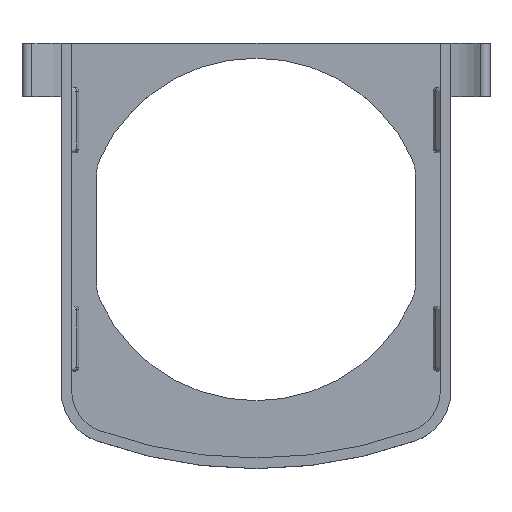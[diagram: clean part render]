
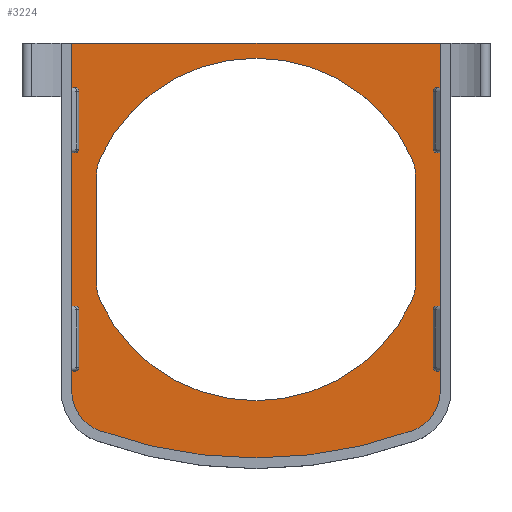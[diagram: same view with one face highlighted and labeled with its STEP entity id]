
A CAD part, top view. The second image highlights one B-rep face of the part: STEP entity #3224.
In plain terms, the highlighted planar face has unit normal (0, 0, 1).
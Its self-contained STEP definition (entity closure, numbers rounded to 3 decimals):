
#92 = VERTEX_POINT('',#93);
#93 = CARTESIAN_POINT('',(31.2,31.5,0.));
#110 = VERTEX_POINT('',#111);
#111 = CARTESIAN_POINT('',(31.2,-27.321,0.));
#117 = EDGE_CURVE('',#92,#110,#118,.T.);
#118 = LINE('',#119,#120);
#119 = CARTESIAN_POINT('',(31.2,31.5,0.));
#120 = VECTOR('',#121,1.);
#121 = DIRECTION('',(0.,-1.,0.));
#202 = VERTEX_POINT('',#203);
#203 = CARTESIAN_POINT('',(26.434,-34.097,0.));
#219 = EDGE_CURVE('',#202,#110,#220,.T.);
#220 = CIRCLE('',#221,7.2);
#221 = AXIS2_PLACEMENT_3D('',#222,#223,#224);
#222 = CARTESIAN_POINT('',(24.,-27.321,0.));
#223 = DIRECTION('',(0.,0.,1.));
#224 = DIRECTION('',(1.,0.,0.));
#1144 = VERTEX_POINT('',#1145);
#1145 = CARTESIAN_POINT('',(-31.2,31.5,0.));
#1151 = EDGE_CURVE('',#92,#1144,#1152,.T.);
#1152 = LINE('',#1153,#1154);
#1153 = CARTESIAN_POINT('',(0.,31.5,0.));
#1154 = VECTOR('',#1155,1.);
#1155 = DIRECTION('',(-1.,0.,0.));
#1740 = VERTEX_POINT('',#1741);
#1741 = CARTESIAN_POINT('',(-31.2,-27.321,0.));
#1747 = EDGE_CURVE('',#1144,#1740,#1748,.T.);
#1748 = LINE('',#1749,#1750);
#1749 = CARTESIAN_POINT('',(-31.2,31.5,0.));
#1750 = VECTOR('',#1751,1.);
#1751 = DIRECTION('',(0.,-1.,-0.));
#1832 = VERTEX_POINT('',#1833);
#1833 = CARTESIAN_POINT('',(-26.434,-34.097,0.));
#1849 = EDGE_CURVE('',#1832,#1740,#1850,.T.);
#1850 = CIRCLE('',#1851,7.2);
#1851 = AXIS2_PLACEMENT_3D('',#1852,#1853,#1854);
#1852 = CARTESIAN_POINT('',(-24.,-27.321,0.));
#1853 = DIRECTION('',(0.,0.,-1.));
#1854 = DIRECTION('',(-1.,0.,0.));
#2938 = VERTEX_POINT('',#2939);
#2939 = CARTESIAN_POINT('',(27.,9.165,0.));
#2947 = VERTEX_POINT('',#2948);
#2948 = CARTESIAN_POINT('',(26.364,12.081,0.));
#2954 = EDGE_CURVE('',#2938,#2947,#2955,.T.);
#2955 = CIRCLE('',#2956,7.);
#2956 = AXIS2_PLACEMENT_3D('',#2957,#2958,#2959);
#2957 = CARTESIAN_POINT('',(20.,9.165,0.));
#2958 = DIRECTION('',(0.,0.,1.));
#2959 = DIRECTION('',(1.,0.,0.));
#2970 = VERTEX_POINT('',#2971);
#2971 = CARTESIAN_POINT('',(26.364,-12.081,0.));
#2979 = VERTEX_POINT('',#2980);
#2980 = CARTESIAN_POINT('',(27.,-9.165,0.));
#2986 = EDGE_CURVE('',#2970,#2979,#2987,.T.);
#2987 = CIRCLE('',#2988,7.);
#2988 = AXIS2_PLACEMENT_3D('',#2989,#2990,#2991);
#2989 = CARTESIAN_POINT('',(20.,-9.165,0.));
#2990 = DIRECTION('',(0.,0.,1.));
#2991 = DIRECTION('',(1.,0.,0.));
#3004 = EDGE_CURVE('',#2938,#2979,#3005,.T.);
#3005 = LINE('',#3006,#3007);
#3006 = CARTESIAN_POINT('',(27.,9.165,0.));
#3007 = VECTOR('',#3008,1.);
#3008 = DIRECTION('',(0.,-1.,0.));
#3136 = VERTEX_POINT('',#3137);
#3137 = CARTESIAN_POINT('',(-27.,9.165,0.));
#3145 = VERTEX_POINT('',#3146);
#3146 = CARTESIAN_POINT('',(-26.364,12.081,0.));
#3152 = EDGE_CURVE('',#3136,#3145,#3153,.T.);
#3153 = CIRCLE('',#3154,7.);
#3154 = AXIS2_PLACEMENT_3D('',#3155,#3156,#3157);
#3155 = CARTESIAN_POINT('',(-20.,9.165,0.));
#3156 = DIRECTION('',(0.,0.,-1.));
#3157 = DIRECTION('',(-1.,0.,0.));
#3168 = VERTEX_POINT('',#3169);
#3169 = CARTESIAN_POINT('',(-26.364,-12.081,0.));
#3177 = VERTEX_POINT('',#3178);
#3178 = CARTESIAN_POINT('',(-27.,-9.165,0.));
#3184 = EDGE_CURVE('',#3168,#3177,#3185,.T.);
#3185 = CIRCLE('',#3186,7.);
#3186 = AXIS2_PLACEMENT_3D('',#3187,#3188,#3189);
#3187 = CARTESIAN_POINT('',(-20.,-9.165,0.));
#3188 = DIRECTION('',(0.,0.,-1.));
#3189 = DIRECTION('',(-1.,0.,0.));
#3202 = EDGE_CURVE('',#3136,#3177,#3203,.T.);
#3203 = LINE('',#3204,#3205);
#3204 = CARTESIAN_POINT('',(-27.,9.165,0.));
#3205 = VECTOR('',#3206,1.);
#3206 = DIRECTION('',(0.,-1.,-0.));
#3224 = ADVANCED_FACE('',(#3225,#3248),#3288,.T.);
#3225 = FACE_BOUND('',#3226,.T.);
#3226 = EDGE_LOOP('',(#3227,#3228,#3229,#3230,#3239,#3246,#3247));
#3227 = ORIENTED_EDGE('',*,*,#1151,.T.);
#3228 = ORIENTED_EDGE('',*,*,#1747,.T.);
#3229 = ORIENTED_EDGE('',*,*,#1849,.F.);
#3230 = ORIENTED_EDGE('',*,*,#3231,.F.);
#3231 = EDGE_CURVE('',#3232,#1832,#3234,.T.);
#3232 = VERTEX_POINT('',#3233);
#3233 = CARTESIAN_POINT('',(0.,-38.7,0.));
#3234 = CIRCLE('',#3235,78.2);
#3235 = AXIS2_PLACEMENT_3D('',#3236,#3237,#3238);
#3236 = CARTESIAN_POINT('',(0.,39.5,0.));
#3237 = DIRECTION('',(0.,0.,-1.));
#3238 = DIRECTION('',(-1.,0.,0.));
#3239 = ORIENTED_EDGE('',*,*,#3240,.T.);
#3240 = EDGE_CURVE('',#3232,#202,#3241,.T.);
#3241 = CIRCLE('',#3242,78.2);
#3242 = AXIS2_PLACEMENT_3D('',#3243,#3244,#3245);
#3243 = CARTESIAN_POINT('',(0.,39.5,0.));
#3244 = DIRECTION('',(0.,0.,1.));
#3245 = DIRECTION('',(1.,0.,0.));
#3246 = ORIENTED_EDGE('',*,*,#219,.T.);
#3247 = ORIENTED_EDGE('',*,*,#117,.F.);
#3248 = FACE_BOUND('',#3249,.T.);
#3249 = EDGE_LOOP('',(#3250,#3251,#3252,#3253,#3262,#3269,#3270,#3271,
    #3272,#3281));
#3250 = ORIENTED_EDGE('',*,*,#2954,.F.);
#3251 = ORIENTED_EDGE('',*,*,#3004,.T.);
#3252 = ORIENTED_EDGE('',*,*,#2986,.F.);
#3253 = ORIENTED_EDGE('',*,*,#3254,.F.);
#3254 = EDGE_CURVE('',#3255,#2970,#3257,.T.);
#3255 = VERTEX_POINT('',#3256);
#3256 = CARTESIAN_POINT('',(0.,-29.,0.));
#3257 = CIRCLE('',#3258,29.);
#3258 = AXIS2_PLACEMENT_3D('',#3259,#3260,#3261);
#3259 = CARTESIAN_POINT('',(0.,0.,0.));
#3260 = DIRECTION('',(0.,0.,1.));
#3261 = DIRECTION('',(1.,0.,0.));
#3262 = ORIENTED_EDGE('',*,*,#3263,.T.);
#3263 = EDGE_CURVE('',#3255,#3168,#3264,.T.);
#3264 = CIRCLE('',#3265,29.);
#3265 = AXIS2_PLACEMENT_3D('',#3266,#3267,#3268);
#3266 = CARTESIAN_POINT('',(0.,0.,0.));
#3267 = DIRECTION('',(0.,0.,-1.));
#3268 = DIRECTION('',(-1.,0.,0.));
#3269 = ORIENTED_EDGE('',*,*,#3184,.T.);
#3270 = ORIENTED_EDGE('',*,*,#3202,.F.);
#3271 = ORIENTED_EDGE('',*,*,#3152,.T.);
#3272 = ORIENTED_EDGE('',*,*,#3273,.T.);
#3273 = EDGE_CURVE('',#3145,#3274,#3276,.T.);
#3274 = VERTEX_POINT('',#3275);
#3275 = CARTESIAN_POINT('',(0.,29.,0.));
#3276 = CIRCLE('',#3277,29.);
#3277 = AXIS2_PLACEMENT_3D('',#3278,#3279,#3280);
#3278 = CARTESIAN_POINT('',(0.,0.,0.));
#3279 = DIRECTION('',(0.,0.,-1.));
#3280 = DIRECTION('',(-1.,0.,0.));
#3281 = ORIENTED_EDGE('',*,*,#3282,.F.);
#3282 = EDGE_CURVE('',#2947,#3274,#3283,.T.);
#3283 = CIRCLE('',#3284,29.);
#3284 = AXIS2_PLACEMENT_3D('',#3285,#3286,#3287);
#3285 = CARTESIAN_POINT('',(0.,0.,0.));
#3286 = DIRECTION('',(0.,0.,1.));
#3287 = DIRECTION('',(1.,0.,0.));
#3288 = PLANE('',#3289);
#3289 = AXIS2_PLACEMENT_3D('',#3290,#3291,#3292);
#3290 = CARTESIAN_POINT('',(0.,-1.325,0.));
#3291 = DIRECTION('',(0.,0.,1.));
#3292 = DIRECTION('',(1.,0.,-0.));
